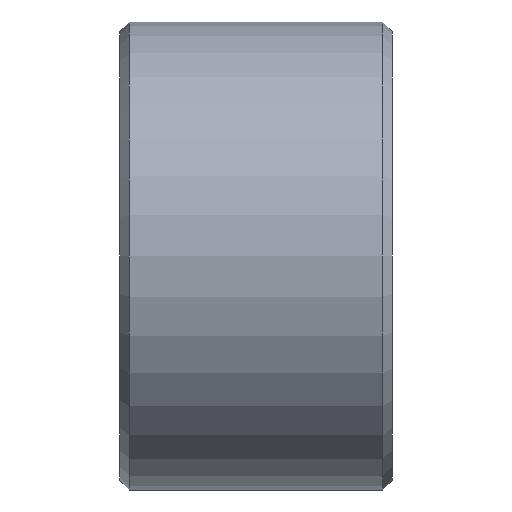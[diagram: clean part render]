
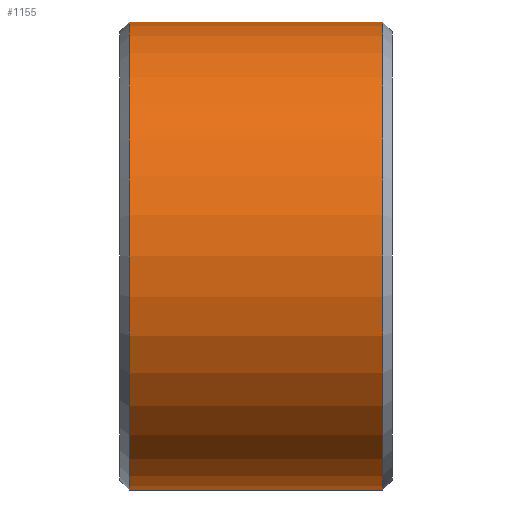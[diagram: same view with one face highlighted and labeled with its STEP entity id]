
A CAD part, left-side view. The second image highlights one B-rep face of the part: STEP entity #1155.
In plain terms, the highlighted cylindrical face has radius 7.3 mm (diameter 14.6 mm), a partial arc.
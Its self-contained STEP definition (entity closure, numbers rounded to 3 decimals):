
#63 = DIRECTION ( 'NONE',  ( 0., 1., 0. ) ) ;
#78 = CARTESIAN_POINT ( 'NONE',  ( 0., -4.25, 7.3 ) ) ;
#125 = ORIENTED_EDGE ( 'NONE', *, *, #382, .T. ) ;
#251 = ORIENTED_EDGE ( 'NONE', *, *, #2277, .T. ) ;
#259 = CIRCLE ( 'NONE', #422, 7.3 ) ;
#328 = CARTESIAN_POINT ( 'NONE',  ( 0., 3.949, -7.3 ) ) ;
#382 = EDGE_CURVE ( 'NONE', #1603, #2052, #259, .T. ) ;
#422 = AXIS2_PLACEMENT_3D ( 'NONE', #2315, #2133, #1806 ) ;
#545 = DIRECTION ( 'NONE',  ( 0., 0., 1. ) ) ;
#775 = ORIENTED_EDGE ( 'NONE', *, *, #1040, .F. ) ;
#910 = CYLINDRICAL_SURFACE ( 'NONE', #1296, 7.3 ) ;
#921 = DIRECTION ( 'NONE',  ( 0., 0., 1. ) ) ;
#929 = CARTESIAN_POINT ( 'NONE',  ( 0., 3.949, 7.3 ) ) ;
#946 = VECTOR ( 'NONE', #63, 1000. ) ;
#976 = AXIS2_PLACEMENT_3D ( 'NONE', #2070, #1506, #921 ) ;
#1040 = EDGE_CURVE ( 'NONE', #2293, #2052, #2386, .T. ) ;
#1054 = CARTESIAN_POINT ( 'NONE',  ( 0., -3.949, 7.3 ) ) ;
#1155 = ADVANCED_FACE ( 'NONE', ( #1188 ), #910, .T. ) ;
#1188 = FACE_OUTER_BOUND ( 'NONE', #1813, .T. ) ;
#1217 = VECTOR ( 'NONE', #2360, 1000. ) ;
#1266 = CARTESIAN_POINT ( 'NONE',  ( 0., -4.25, 0. ) ) ;
#1296 = AXIS2_PLACEMENT_3D ( 'NONE', #1266, #2072, #545 ) ;
#1506 = DIRECTION ( 'NONE',  ( 0., 1., 0. ) ) ;
#1603 = VERTEX_POINT ( 'NONE', #929 ) ;
#1728 = EDGE_CURVE ( 'NONE', #2293, #2384, #2099, .T. ) ;
#1775 = LINE ( 'NONE', #78, #1217 ) ;
#1800 = CARTESIAN_POINT ( 'NONE',  ( 0., -3.949, -7.3 ) ) ;
#1806 = DIRECTION ( 'NONE',  ( 0., 0., 1. ) ) ;
#1813 = EDGE_LOOP ( 'NONE', ( #775, #2323, #251, #125 ) ) ;
#1980 = CARTESIAN_POINT ( 'NONE',  ( 0., -4.25, -7.3 ) ) ;
#2052 = VERTEX_POINT ( 'NONE', #328 ) ;
#2070 = CARTESIAN_POINT ( 'NONE',  ( 0., -3.949, 0. ) ) ;
#2072 = DIRECTION ( 'NONE',  ( 0., 1., 0. ) ) ;
#2099 = CIRCLE ( 'NONE', #976, 7.3 ) ;
#2133 = DIRECTION ( 'NONE',  ( 0., -1., 0. ) ) ;
#2277 = EDGE_CURVE ( 'NONE', #2384, #1603, #1775, .T. ) ;
#2293 = VERTEX_POINT ( 'NONE', #1800 ) ;
#2315 = CARTESIAN_POINT ( 'NONE',  ( 0., 3.949, 0. ) ) ;
#2323 = ORIENTED_EDGE ( 'NONE', *, *, #1728, .T. ) ;
#2360 = DIRECTION ( 'NONE',  ( 0., 1., 0. ) ) ;
#2384 = VERTEX_POINT ( 'NONE', #1054 ) ;
#2386 = LINE ( 'NONE', #1980, #946 ) ;
